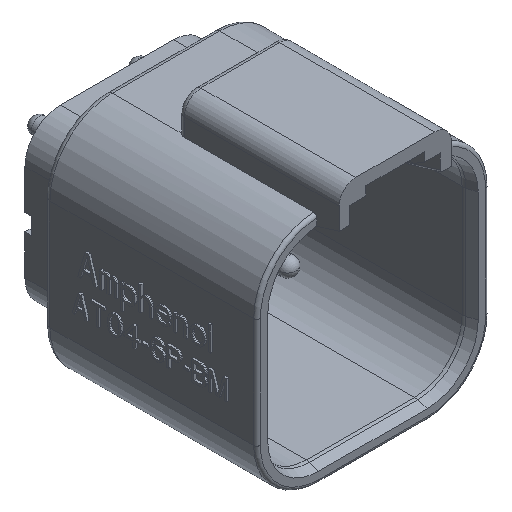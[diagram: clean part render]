
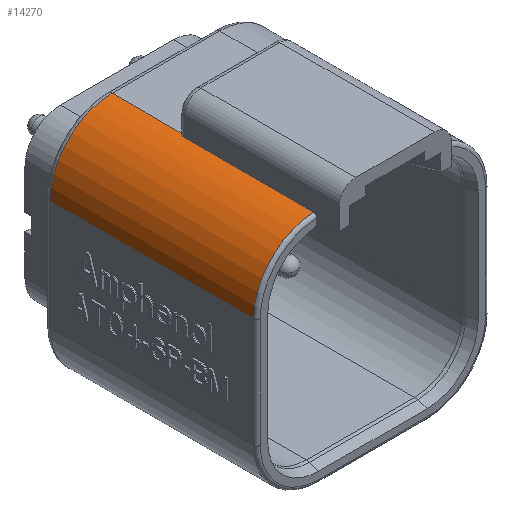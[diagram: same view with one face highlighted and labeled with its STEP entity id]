
A CAD part, isometric view. The second image highlights one B-rep face of the part: STEP entity #14270.
In plain terms, the highlighted cylindrical face has radius 5.6 mm (diameter 11.2 mm), a partial arc.
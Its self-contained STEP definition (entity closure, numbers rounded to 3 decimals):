
#542=CARTESIAN_POINT('',(-5.05,11.95,10.546));
#543=CARTESIAN_POINT('',(-5.05,12.001,10.546));
#544=CARTESIAN_POINT('',(-5.034,12.105,10.547));
#545=CARTESIAN_POINT('',(-4.963,12.246,10.549));
#546=CARTESIAN_POINT('',(-4.89,12.32,10.55));
#547=CARTESIAN_POINT('',(-4.85,12.35,10.55));
#584=DIRECTION('',(0.,-1.,0.));
#585=VECTOR('',#584,6.3);
#586=CARTESIAN_POINT('',(-4.85,18.65,10.55));
#587=LINE('',#586,#585);
#588=CARTESIAN_POINT('',(-4.85,0.3,4.95));
#589=DIRECTION('',(0.,-1.,0.));
#590=DIRECTION('',(-0.036,0.,0.999));
#591=AXIS2_PLACEMENT_3D('',#588,#589,#590);
#593=CARTESIAN_POINT('',(-4.85,18.65,4.95));
#594=DIRECTION('',(0.,-1.,0.));
#595=DIRECTION('',(0.,0.,1.));
#596=AXIS2_PLACEMENT_3D('',#593,#594,#595);
#608=DIRECTION('',(0.,1.,0.));
#609=VECTOR('',#608,11.65);
#610=CARTESIAN_POINT('',(-5.05,0.3,10.546));
#611=LINE('',#610,#609);
#722=DIRECTION('',(0.,-1.,0.));
#723=VECTOR('',#722,18.35);
#724=CARTESIAN_POINT('',(-10.45,18.65,4.95));
#725=LINE('',#724,#723);
#10266=CARTESIAN_POINT('',(-10.45,0.3,4.95));
#10267=VERTEX_POINT('',#10266);
#10270=CARTESIAN_POINT('',(-5.05,0.3,10.546));
#10271=VERTEX_POINT('',#10270);
#10368=CARTESIAN_POINT('',(-10.45,18.65,4.95));
#10369=VERTEX_POINT('',#10368);
#11212=CARTESIAN_POINT('',(-4.85,18.65,10.55));
#11213=VERTEX_POINT('',#11212);
#11347=CARTESIAN_POINT('',(-5.05,11.95,10.546));
#11349=VERTEX_POINT('',#11347);
#11368=VERTEX_POINT('',#547);
#14253=CARTESIAN_POINT('',(-4.85,19.238,4.95));
#14254=DIRECTION('',(0.,-1.,0.));
#14255=DIRECTION('',(0.,0.,1.));
#14256=AXIS2_PLACEMENT_3D('',#14253,#14254,#14255);
#14257=CYLINDRICAL_SURFACE('',#14256,5.6);
#14258=ORIENTED_EDGE('',*,*,#14242,.T.);
#14259=ORIENTED_EDGE('',*,*,#14212,.F.);
#14261=ORIENTED_EDGE('',*,*,#14260,.F.);
#14263=ORIENTED_EDGE('',*,*,#14262,.T.);
#14265=ORIENTED_EDGE('',*,*,#14264,.F.);
#14267=ORIENTED_EDGE('',*,*,#14266,.F.);
#14268=EDGE_LOOP('',(#14258,#14259,#14261,#14263,#14265,#14267));
#14269=FACE_OUTER_BOUND('',#14268,.F.);
#14270=ADVANCED_FACE('',(#14269),#14257,.T.);
#548=B_SPLINE_CURVE_WITH_KNOTS('',3,(#542,#543,#544,#545,#546,#547),
.UNSPECIFIED.,.F.,.F.,(4,1,1,4),(0.,0.333,0.667,1.),
.UNSPECIFIED.);
#592=CIRCLE('',#591,5.6);
#597=CIRCLE('',#596,5.6);
#14212=EDGE_CURVE('',#11349,#11368,#548,.T.);
#14242=EDGE_CURVE('',#11213,#11368,#587,.T.);
#14260=EDGE_CURVE('',#10271,#11349,#611,.T.);
#14262=EDGE_CURVE('',#10271,#10267,#592,.T.);
#14264=EDGE_CURVE('',#10369,#10267,#725,.T.);
#14266=EDGE_CURVE('',#11213,#10369,#597,.T.);
